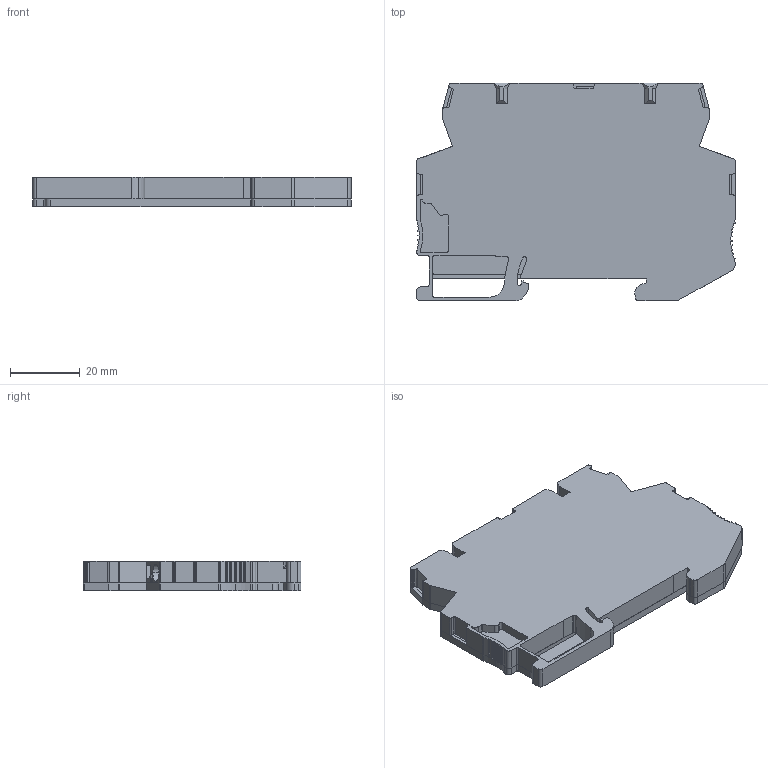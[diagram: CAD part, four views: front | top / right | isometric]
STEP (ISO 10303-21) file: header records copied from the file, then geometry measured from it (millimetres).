
FILE_DESCRIPTION (( 'STEP AP214' ), '1' );
FILE_NAME ('ﾌﾃﾐﾒﾏ-001.STEP', '2022-08-10T06:01:41', ( '' ), ( '' ), 'SwSTEP 2.0', 'SolidWorks 2020', '' );
FILE_SCHEMA (( 'AUTOMOTIVE_DESIGN' ));
Length unit declared in the file: millimetre
Products named in the file (3): ﾌﾃﾐﾒﾏ-001; D-STTCO-2-5-GY_3D; STTCO-LG-2-5-4-PE-GY_3D
Assembly tree (2 placements, depth 2):
  ﾌﾃﾐﾒﾏ-001
    STTCO-LG-2-5-4-PE-GY_3D
    D-STTCO-2-5-GY_3D
Bounding box: 91.03 x 62.3 x 8.35 mm (x, y, z)
Volume: 16809.1 mm3; surface area: 27393.7 mm2
Topology: 2 solids, 2 shells, 1032 faces, 2881 edges, 1914 vertices
Faces by surface type: plane 593, cylinder 439
Entity records: 40044 total; most frequent: CARTESIAN_POINT 5947, DIRECTION 5785, ORIENTED_EDGE 5762, EDGE_CURVE 2881, VECTOR 1933, LINE 1933, AXIS2_PLACEMENT_3D 1926, VERTEX_POINT 1914
